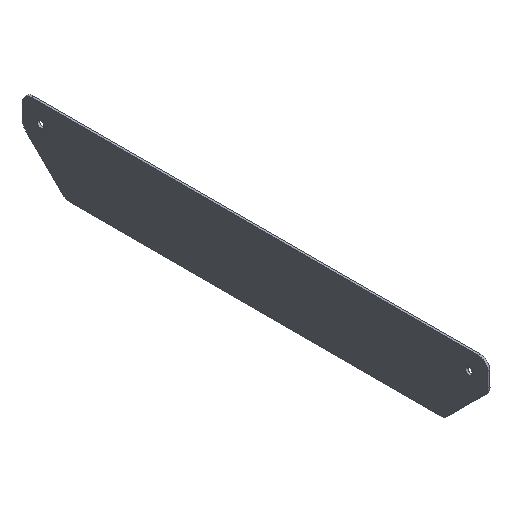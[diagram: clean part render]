
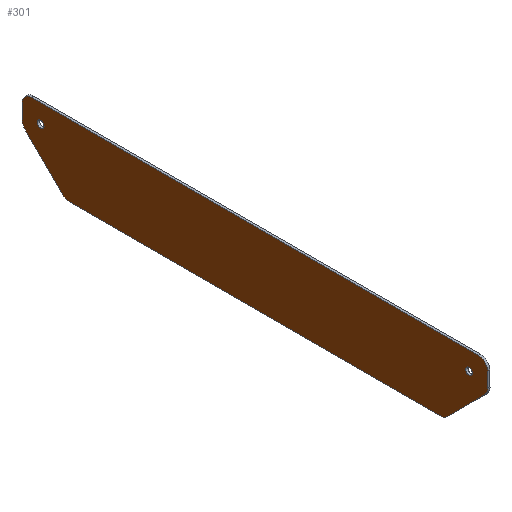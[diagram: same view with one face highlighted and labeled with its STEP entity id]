
A CAD part, isometric view. The second image highlights one B-rep face of the part: STEP entity #301.
In plain terms, the highlighted planar face has unit normal (-1, 0, 0).
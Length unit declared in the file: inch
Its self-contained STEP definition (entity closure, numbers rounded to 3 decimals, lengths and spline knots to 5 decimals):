
#17=FACE_BOUND('',#54,.T.);
#18=FACE_BOUND('',#55,.T.);
#23=PLANE('',#343);
#35=FACE_OUTER_BOUND('',#53,.T.);
#53=EDGE_LOOP('',(#243,#244,#245,#246,#247,#248,#249,#250,#251,#252,#253,
#254));
#54=EDGE_LOOP('',(#255));
#55=EDGE_LOOP('',(#256));
#67=LINE('',#462,#93);
#75=LINE('',#494,#101);
#78=LINE('',#502,#104);
#80=LINE('',#509,#106);
#81=LINE('',#513,#107);
#82=LINE('',#516,#108);
#93=VECTOR('',#369,0.3937);
#101=VECTOR('',#399,0.3937);
#104=VECTOR('',#408,0.3937);
#106=VECTOR('',#416,0.3937);
#107=VECTOR('',#419,0.3937);
#108=VECTOR('',#422,0.3937);
#115=CIRCLE('',#324,0.25);
#124=CIRCLE('',#336,0.25);
#125=CIRCLE('',#339,0.25);
#126=CIRCLE('',#342,0.25);
#127=CIRCLE('',#344,0.25);
#128=CIRCLE('',#345,0.25);
#129=CIRCLE('',#346,0.0915);
#130=CIRCLE('',#347,0.0915);
#131=VERTEX_POINT('',#449);
#132=VERTEX_POINT('',#450);
#136=VERTEX_POINT('',#460);
#148=VERTEX_POINT('',#488);
#149=VERTEX_POINT('',#492);
#150=VERTEX_POINT('',#496);
#151=VERTEX_POINT('',#500);
#152=VERTEX_POINT('',#504);
#153=VERTEX_POINT('',#508);
#154=VERTEX_POINT('',#510);
#155=VERTEX_POINT('',#512);
#156=VERTEX_POINT('',#514);
#157=VERTEX_POINT('',#517);
#158=VERTEX_POINT('',#519);
#159=EDGE_CURVE('',#131,#132,#115,.T.);
#165=EDGE_CURVE('',#131,#136,#67,.T.);
#179=EDGE_CURVE('',#148,#136,#124,.T.);
#181=EDGE_CURVE('',#148,#149,#75,.T.);
#182=EDGE_CURVE('',#150,#149,#125,.T.);
#185=EDGE_CURVE('',#150,#151,#78,.T.);
#187=EDGE_CURVE('',#152,#151,#126,.T.);
#188=EDGE_CURVE('',#152,#153,#80,.T.);
#189=EDGE_CURVE('',#153,#154,#127,.T.);
#190=EDGE_CURVE('',#154,#155,#81,.T.);
#191=EDGE_CURVE('',#155,#156,#128,.T.);
#192=EDGE_CURVE('',#156,#132,#82,.T.);
#193=EDGE_CURVE('',#157,#157,#129,.T.);
#194=EDGE_CURVE('',#158,#158,#130,.T.);
#243=ORIENTED_EDGE('',*,*,#159,.F.);
#244=ORIENTED_EDGE('',*,*,#165,.T.);
#245=ORIENTED_EDGE('',*,*,#179,.F.);
#246=ORIENTED_EDGE('',*,*,#181,.T.);
#247=ORIENTED_EDGE('',*,*,#182,.F.);
#248=ORIENTED_EDGE('',*,*,#185,.T.);
#249=ORIENTED_EDGE('',*,*,#187,.F.);
#250=ORIENTED_EDGE('',*,*,#188,.T.);
#251=ORIENTED_EDGE('',*,*,#189,.T.);
#252=ORIENTED_EDGE('',*,*,#190,.T.);
#253=ORIENTED_EDGE('',*,*,#191,.T.);
#254=ORIENTED_EDGE('',*,*,#192,.T.);
#255=ORIENTED_EDGE('',*,*,#193,.T.);
#256=ORIENTED_EDGE('',*,*,#194,.T.);
#301=ADVANCED_FACE('',(#35,#17,#18),#23,.F.);
#324=AXIS2_PLACEMENT_3D('',#451,#359,#360);
#336=AXIS2_PLACEMENT_3D('',#490,#394,#395);
#339=AXIS2_PLACEMENT_3D('',#497,#402,#403);
#342=AXIS2_PLACEMENT_3D('',#506,#412,#413);
#343=AXIS2_PLACEMENT_3D('',#507,#414,#415);
#344=AXIS2_PLACEMENT_3D('',#511,#417,#418);
#345=AXIS2_PLACEMENT_3D('',#515,#420,#421);
#346=AXIS2_PLACEMENT_3D('',#518,#423,#424);
#347=AXIS2_PLACEMENT_3D('',#520,#425,#426);
#359=DIRECTION('center_axis',(1.,0.,0.));
#360=DIRECTION('ref_axis',(0.,0.924,-0.383));
#369=DIRECTION('',(0.,-0.707,-0.707));
#394=DIRECTION('center_axis',(1.,0.,0.));
#395=DIRECTION('ref_axis',(0.,0.383,-0.924));
#399=DIRECTION('',(0.,-1.,0.));
#402=DIRECTION('center_axis',(1.,0.,0.));
#403=DIRECTION('ref_axis',(0.,-0.383,-0.924));
#408=DIRECTION('',(0.,-0.707,0.707));
#412=DIRECTION('center_axis',(1.,0.,0.));
#413=DIRECTION('ref_axis',(0.,-0.924,-0.383));
#414=DIRECTION('center_axis',(1.,0.,0.));
#415=DIRECTION('ref_axis',(0.,1.,0.));
#416=DIRECTION('',(0.,0.,1.));
#417=DIRECTION('center_axis',(-1.,0.,0.));
#418=DIRECTION('ref_axis',(0.,0.,
1.));
#419=DIRECTION('',(0.,1.,0.));
#420=DIRECTION('center_axis',(-1.,0.,0.));
#421=DIRECTION('ref_axis',(0.,1.,0.));
#422=DIRECTION('',(0.,0.,-1.));
#423=DIRECTION('center_axis',(1.,0.,0.));
#424=DIRECTION('ref_axis',(0.,1.,0.));
#425=DIRECTION('center_axis',(1.,0.,0.));
#426=DIRECTION('ref_axis',(0.,1.,0.));
#449=CARTESIAN_POINT('',(8.04472,6.2746,0.45751));
#450=CARTESIAN_POINT('',(8.04472,6.34782,0.63419));
#451=CARTESIAN_POINT('Origin',(8.04472,6.09782,0.63429));
#460=CARTESIAN_POINT('',(8.04472,5.25465,-0.56244));
#462=CARTESIAN_POINT('',(8.04472,4.15006,-1.66703));
#488=CARTESIAN_POINT('',(8.04472,5.07787,-0.63566));
#490=CARTESIAN_POINT('Origin',(8.04472,5.07787,-0.38566));
#492=CARTESIAN_POINT('',(8.04472,-4.88249,-0.63566));
#494=CARTESIAN_POINT('',(8.04472,0.09774,-0.63566));
#496=CARTESIAN_POINT('',(8.04472,-5.05927,-0.56244));
#497=CARTESIAN_POINT('Origin',(8.04472,-4.88249,-0.38566));
#500=CARTESIAN_POINT('',(8.04472,-6.07928,0.45757));
#502=CARTESIAN_POINT('',(8.04472,-4.53788,-1.08383));
#504=CARTESIAN_POINT('',(8.04472,-6.1525,0.63434));
#506=CARTESIAN_POINT('Origin',(8.04472,-5.9025,0.63434));
#507=CARTESIAN_POINT('Origin',(8.04472,0.09774,0.32256));
#508=CARTESIAN_POINT('',(8.04472,-6.1525,1.03079));
#509=CARTESIAN_POINT('',(8.04472,-6.1525,1.03079));
#510=CARTESIAN_POINT('',(8.04472,-5.9025,1.28079));
#511=CARTESIAN_POINT('Origin',(8.04472,-5.9025,1.03079));
#512=CARTESIAN_POINT('',(8.04472,6.09797,1.28079));
#513=CARTESIAN_POINT('',(8.04472,6.09797,1.28079));
#514=CARTESIAN_POINT('',(8.04472,6.34797,1.03069));
#515=CARTESIAN_POINT('Origin',(8.04472,6.09797,1.03079));
#516=CARTESIAN_POINT('',(8.04472,6.34734,-0.63566));
#517=CARTESIAN_POINT('',(8.04472,-5.74362,0.78533));
#518=CARTESIAN_POINT('Origin',(8.04472,-5.65212,0.78533));
#519=CARTESIAN_POINT('',(8.04472,5.75638,0.78098));
#520=CARTESIAN_POINT('Origin',(8.04472,5.84788,0.78098));
